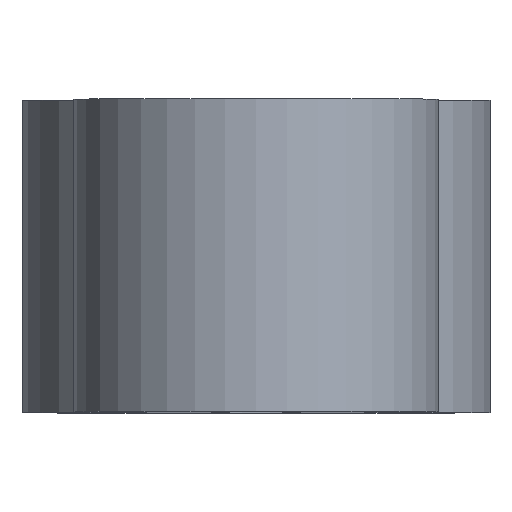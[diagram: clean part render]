
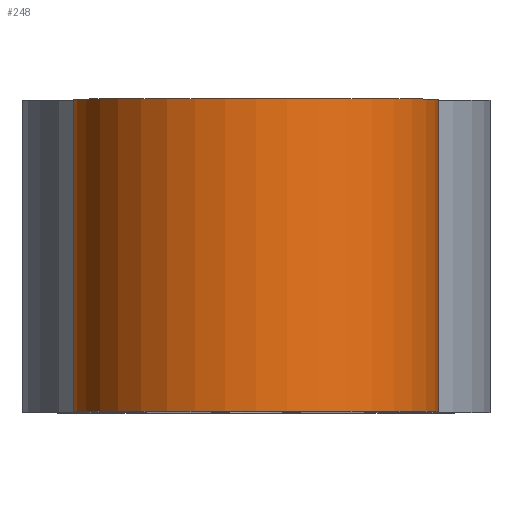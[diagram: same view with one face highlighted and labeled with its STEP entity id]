
A CAD part, top view. The second image highlights one B-rep face of the part: STEP entity #248.
In plain terms, the highlighted cylindrical face has radius 3.5 mm (diameter 7 mm), a partial arc.
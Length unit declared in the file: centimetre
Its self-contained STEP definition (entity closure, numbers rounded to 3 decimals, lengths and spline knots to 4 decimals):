
#48=FACE_OUTER_BOUND('',#70,.T.);
#70=EDGE_LOOP('',(#217,#218,#219,#220));
#87=LINE('',#406,#103);
#88=LINE('',#412,#104);
#103=VECTOR('',#336,0.6);
#104=VECTOR('',#343,0.6);
#112=CIRCLE('',#267,0.35);
#117=CIRCLE('',#277,0.35);
#134=VERTEX_POINT('',#393);
#135=VERTEX_POINT('',#395);
#137=VERTEX_POINT('',#404);
#139=VERTEX_POINT('',#411);
#160=EDGE_CURVE('',#135,#134,#112,.T.);
#165=EDGE_CURVE('',#137,#135,#87,.T.);
#167=EDGE_CURVE('',#139,#134,#88,.T.);
#169=EDGE_CURVE('',#137,#139,#117,.T.);
#217=ORIENTED_EDGE('',*,*,#160,.F.);
#218=ORIENTED_EDGE('',*,*,#165,.F.);
#219=ORIENTED_EDGE('',*,*,#169,.T.);
#220=ORIENTED_EDGE('',*,*,#167,.T.);
#236=CYLINDRICAL_SURFACE('',#276,0.35);
#248=ADVANCED_FACE('',(#48),#236,.T.);
#267=AXIS2_PLACEMENT_3D('',#397,#323,#324);
#276=AXIS2_PLACEMENT_3D('',#414,#345,#346);
#277=AXIS2_PLACEMENT_3D('',#415,#347,#348);
#323=DIRECTION('center_axis',(0.,1.,0.));
#324=DIRECTION('ref_axis',(1.,0.,0.));
#336=DIRECTION('',(0.,1.,0.));
#343=DIRECTION('',(0.,1.,0.));
#345=DIRECTION('center_axis',(0.,1.,0.));
#346=DIRECTION('ref_axis',(1.,0.,0.));
#347=DIRECTION('center_axis',(0.,1.,0.));
#348=DIRECTION('ref_axis',(1.,0.,0.));
#393=CARTESIAN_POINT('',(0.1891,0.6,1.0055));
#395=CARTESIAN_POINT('',(-0.1901,0.6,1.0061));
#397=CARTESIAN_POINT('Origin',(0.,0.6,1.3));
#404=CARTESIAN_POINT('',(-0.1901,0.,1.0061));
#406=CARTESIAN_POINT('',(-0.1901,0.,1.0061));
#411=CARTESIAN_POINT('',(0.1891,0.,1.0055));
#412=CARTESIAN_POINT('',(0.1891,0.,1.0055));
#414=CARTESIAN_POINT('Origin',(0.,0.,1.3));
#415=CARTESIAN_POINT('Origin',(0.,0.,1.3));
